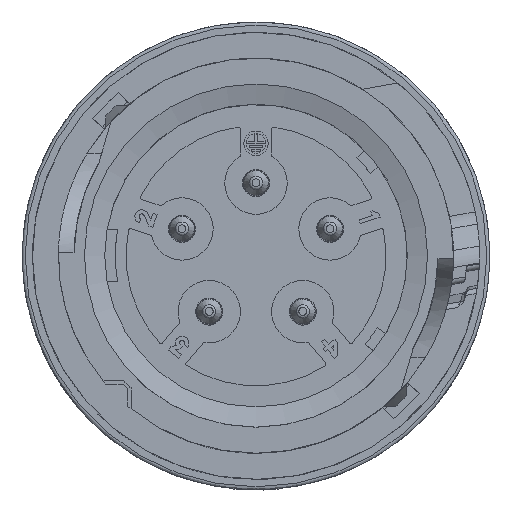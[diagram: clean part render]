
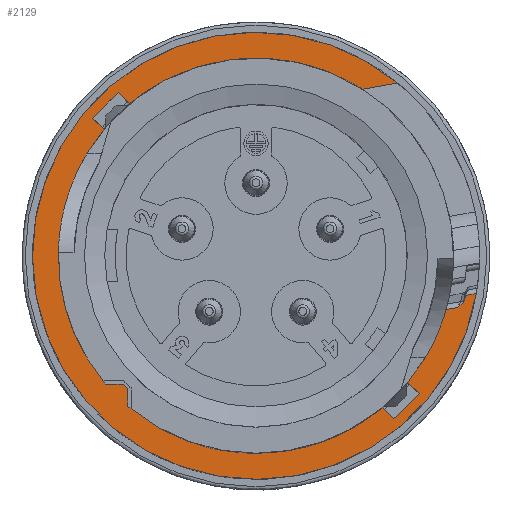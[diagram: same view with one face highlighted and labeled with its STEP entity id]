
A CAD part, top view. The second image highlights one B-rep face of the part: STEP entity #2129.
In plain terms, the highlighted planar face has unit normal (0, 0, 1).
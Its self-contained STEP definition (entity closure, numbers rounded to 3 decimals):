
#940=B_SPLINE_CURVE_WITH_KNOTS('',3,(#20613,#20614,#20615,#20616),
 .UNSPECIFIED.,.F.,.F.,(4,4),(0.,1.),.UNSPECIFIED.);
#1267=PLANE('',#11668);
#2129=ADVANCED_FACE('',(#2789),#1267,.T.);
#2789=FACE_OUTER_BOUND('',#3542,.T.);
#3542=EDGE_LOOP('',(#6663,#6664,#6665,#6666,#6667,#6668,#6669,#6670,#6671,
#6672,#6673,#6674,#6675,#6676,#6677,#6678,#6679,#6680,#6681,#6682,#6683,
#6684,#6685));
#3716=CIRCLE('',#11086,19.);
#3718=CIRCLE('',#11088,19.);
#3719=CIRCLE('',#11089,19.);
#3721=CIRCLE('',#11091,19.);
#3909=CIRCLE('',#11551,19.);
#3910=CIRCLE('',#11553,19.);
#3915=CIRCLE('',#11562,20.5);
#3930=CIRCLE('',#11619,0.5);
#3932=CIRCLE('',#11621,17.75);
#3936=CIRCLE('',#11626,0.5);
#3941=CIRCLE('',#11656,21.5);
#3942=CIRCLE('',#11662,20.5);
#3945=CIRCLE('',#11667,20.5);
#6663=ORIENTED_EDGE('',*,*,#9139,.T.);
#6664=ORIENTED_EDGE('',*,*,#9103,.T.);
#6665=ORIENTED_EDGE('',*,*,#8361,.T.);
#6666=ORIENTED_EDGE('',*,*,#8955,.T.);
#6667=ORIENTED_EDGE('',*,*,#9140,.T.);
#6668=ORIENTED_EDGE('',*,*,#8958,.T.);
#6669=ORIENTED_EDGE('',*,*,#8357,.T.);
#6670=ORIENTED_EDGE('',*,*,#8947,.T.);
#6671=ORIENTED_EDGE('',*,*,#9046,.T.);
#6672=ORIENTED_EDGE('',*,*,#9048,.T.);
#6673=ORIENTED_EDGE('',*,*,#9051,.T.);
#6674=ORIENTED_EDGE('',*,*,#9056,.T.);
#6675=ORIENTED_EDGE('',*,*,#9058,.T.);
#6676=ORIENTED_EDGE('',*,*,#8945,.T.);
#6677=ORIENTED_EDGE('',*,*,#8356,.T.);
#6678=ORIENTED_EDGE('',*,*,#8967,.T.);
#6679=ORIENTED_EDGE('',*,*,#8963,.T.);
#6680=ORIENTED_EDGE('',*,*,#8970,.T.);
#6681=ORIENTED_EDGE('',*,*,#8352,.T.);
#6682=ORIENTED_EDGE('',*,*,#9108,.T.);
#6683=ORIENTED_EDGE('',*,*,#9113,.F.);
#6684=ORIENTED_EDGE('',*,*,#9129,.T.);
#6685=ORIENTED_EDGE('',*,*,#9131,.T.);
#7137=VERTEX_POINT('',#15582);
#7170=VERTEX_POINT('',#15772);
#7215=VERTEX_POINT('',#15963);
#7216=VERTEX_POINT('',#15965);
#7219=VERTEX_POINT('',#15971);
#7220=VERTEX_POINT('',#15974);
#7223=VERTEX_POINT('',#15980);
#7224=VERTEX_POINT('',#15982);
#7646=VERTEX_POINT('',#19511);
#7647=VERTEX_POINT('',#19515);
#7653=VERTEX_POINT('',#19530);
#7654=VERTEX_POINT('',#19567);
#7656=VERTEX_POINT('',#19572);
#7658=VERTEX_POINT('',#19576);
#7692=VERTEX_POINT('',#19981);
#7693=VERTEX_POINT('',#19988);
#7695=VERTEX_POINT('',#20014);
#7697=VERTEX_POINT('',#20049);
#7724=VERTEX_POINT('',#20359);
#7727=VERTEX_POINT('',#20375);
#7732=VERTEX_POINT('',#20407);
#7741=VERTEX_POINT('',#20514);
#7743=VERTEX_POINT('',#20522);
#8352=EDGE_CURVE('',#7216,#7215,#3716,.T.);
#8356=EDGE_CURVE('',#7137,#7219,#3718,.T.);
#8357=EDGE_CURVE('',#7220,#7170,#3719,.T.);
#8361=EDGE_CURVE('',#7224,#7223,#3721,.T.);
#8945=EDGE_CURVE('',#7646,#7137,#3909,.T.);
#8947=EDGE_CURVE('',#7170,#7647,#3910,.T.);
#8955=EDGE_CURVE('',#7223,#7653,#9863,.T.);
#8958=EDGE_CURVE('',#7654,#7220,#9864,.T.);
#8963=EDGE_CURVE('',#7656,#7658,#3915,.T.);
#8967=EDGE_CURVE('',#7219,#7656,#9870,.T.);
#8970=EDGE_CURVE('',#7658,#7216,#9871,.T.);
#9046=EDGE_CURVE('',#7647,#7692,#9912,.T.);
#9048=EDGE_CURVE('',#7692,#7693,#3930,.T.);
#9051=EDGE_CURVE('',#7693,#7695,#3932,.T.);
#9056=EDGE_CURVE('',#7695,#7697,#3936,.T.);
#9058=EDGE_CURVE('',#7697,#7646,#9913,.T.);
#9103=EDGE_CURVE('',#7724,#7224,#9934,.T.);
#9108=EDGE_CURVE('',#7215,#7727,#9936,.T.);
#9113=EDGE_CURVE('',#7732,#7727,#3941,.T.);
#9129=EDGE_CURVE('',#7732,#7741,#9942,.T.);
#9131=EDGE_CURVE('',#7741,#7743,#3942,.T.);
#9139=EDGE_CURVE('',#7743,#7724,#940,.T.);
#9140=EDGE_CURVE('',#7653,#7654,#3945,.T.);
#9863=LINE('',#19531,#10631);
#9864=LINE('',#19566,#10632);
#9870=LINE('',#19585,#10638);
#9871=LINE('',#19620,#10639);
#9912=LINE('',#19982,#10680);
#9913=LINE('',#20074,#10681);
#9934=LINE('',#20360,#10702);
#9936=LINE('',#20376,#10704);
#9942=LINE('',#20515,#10710);
#10631=VECTOR('',#14044,1.);
#10632=VECTOR('',#14047,1.);
#10638=VECTOR('',#14065,1.);
#10639=VECTOR('',#14068,1.);
#10680=VECTOR('',#14211,1.);
#10681=VECTOR('',#14230,1.);
#10702=VECTOR('',#14301,1.);
#10704=VECTOR('',#14309,1.);
#10710=VECTOR('',#14327,1.);
#11086=AXIS2_PLACEMENT_3D('',#15964,#12782,#12783);
#11088=AXIS2_PLACEMENT_3D('',#15972,#12788,#12789);
#11089=AXIS2_PLACEMENT_3D('',#15973,#12790,#12791);
#11091=AXIS2_PLACEMENT_3D('',#15981,#12796,#12797);
#11551=AXIS2_PLACEMENT_3D('',#19510,#14023,#14024);
#11553=AXIS2_PLACEMENT_3D('',#19514,#14028,#14029);
#11562=AXIS2_PLACEMENT_3D('',#19577,#14055,#14056);
#11619=AXIS2_PLACEMENT_3D('',#19989,#14214,#14215);
#11621=AXIS2_PLACEMENT_3D('',#20015,#14218,#14219);
#11626=AXIS2_PLACEMENT_3D('',#20050,#14228,#14229);
#11656=AXIS2_PLACEMENT_3D('',#20408,#14313,#14314);
#11662=AXIS2_PLACEMENT_3D('',#20523,#14330,#14331);
#11667=AXIS2_PLACEMENT_3D('',#20638,#14340,#14341);
#11668=AXIS2_PLACEMENT_3D('',#20639,#14342,#14343);
#12782=DIRECTION('',(0.,0.,-1.));
#12783=DIRECTION('',(-0.639,0.769,0.));
#12788=DIRECTION('',(0.,0.,-1.));
#12789=DIRECTION('',(-0.761,-0.649,0.));
#12790=DIRECTION('',(0.,0.,-1.));
#12791=DIRECTION('',(0.639,-0.769,0.));
#12796=DIRECTION('',(0.,0.,-1.));
#12797=DIRECTION('',(0.962,-0.272,0.));
#14023=DIRECTION('',(0.,0.,-1.));
#14024=DIRECTION('',(-0.761,-0.649,0.));
#14028=DIRECTION('',(0.,0.,-1.));
#14029=DIRECTION('',(0.639,-0.769,0.));
#14044=DIRECTION('',(0.707,-0.707,0.));
#14047=DIRECTION('',(-0.707,0.707,0.));
#14055=DIRECTION('',(0.,0.,-1.));
#14056=DIRECTION('',(-0.765,0.644,0.));
#14065=DIRECTION('',(-0.707,0.707,0.));
#14068=DIRECTION('',(0.707,-0.707,0.));
#14211=DIRECTION('',(0.,1.,0.));
#14214=DIRECTION('',(0.,0.,1.));
#14215=DIRECTION('',(1.,0.,0.));
#14218=DIRECTION('',(0.,0.,-1.));
#14219=DIRECTION('',(-0.703,-0.711,0.));
#14228=DIRECTION('',(0.,0.,1.));
#14229=DIRECTION('',(0.711,0.703,0.));
#14230=DIRECTION('',(-1.,0.,0.));
#14301=DIRECTION('',(-0.985,-0.174,0.));
#14309=DIRECTION('',(0.985,0.174,0.));
#14313=DIRECTION('',(0.,0.,-1.));
#14314=DIRECTION('',(0.986,-0.168,0.));
#14327=DIRECTION('',(-0.985,-0.174,0.));
#14330=DIRECTION('',(0.,0.,-1.));
#14331=DIRECTION('',(0.983,-0.186,0.));
#14340=DIRECTION('',(0.,0.,-1.));
#14341=DIRECTION('',(0.765,-0.644,0.));
#14342=DIRECTION('',(0.,0.,1.));
#14343=DIRECTION('',(0.985,0.174,0.));
#15582=CARTESIAN_POINT('',(35.284,-12.018,-37.3));
#15772=CARTESIAN_POINT('',(37.982,-14.716,-37.3));
#15963=CARTESIAN_POINT('',(60.219,16.018,-37.3));
#15964=CARTESIAN_POINT('',(50.,0.,-37.3));
#15965=CARTESIAN_POINT('',(37.86,14.615,-37.3));
#15971=CARTESIAN_POINT('',(35.385,12.14,-37.3));
#15972=CARTESIAN_POINT('',(50.,0.,-37.3));
#15973=CARTESIAN_POINT('',(50.,0.,-37.3));
#15974=CARTESIAN_POINT('',(62.14,-14.615,-37.3));
#15980=CARTESIAN_POINT('',(64.615,-12.14,-37.3));
#15981=CARTESIAN_POINT('',(50.,0.,-37.3));
#15982=CARTESIAN_POINT('',(68.286,-5.16,-37.3));
#19510=CARTESIAN_POINT('',(50.,0.,-37.3));
#19511=CARTESIAN_POINT('',(35.546,-12.332,-37.3));
#19514=CARTESIAN_POINT('',(50.,0.,-37.3));
#19515=CARTESIAN_POINT('',(37.668,-14.454,-37.3));
#19530=CARTESIAN_POINT('',(65.68,-13.205,-37.3));
#19531=CARTESIAN_POINT('',(64.615,-12.14,-37.3));
#19566=CARTESIAN_POINT('',(63.205,-15.68,-37.3));
#19567=CARTESIAN_POINT('',(63.205,-15.68,-37.3));
#19572=CARTESIAN_POINT('',(34.32,13.205,-37.3));
#19576=CARTESIAN_POINT('',(36.795,15.68,-37.3));
#19577=CARTESIAN_POINT('',(50.,0.,-37.3));
#19585=CARTESIAN_POINT('',(35.385,12.14,-37.3));
#19620=CARTESIAN_POINT('',(36.795,15.68,-37.3));
#19981=CARTESIAN_POINT('',(37.668,-12.977,-37.3));
#19982=CARTESIAN_POINT('',(37.668,-14.454,-37.3));
#19988=CARTESIAN_POINT('',(37.519,-12.621,-37.3));
#19989=CARTESIAN_POINT('',(37.168,-12.977,-37.3));
#20014=CARTESIAN_POINT('',(37.379,-12.481,-37.3));
#20015=CARTESIAN_POINT('',(50.,0.,-37.3));
#20049=CARTESIAN_POINT('',(37.023,-12.332,-37.3));
#20050=CARTESIAN_POINT('',(37.023,-12.832,-37.3));
#20074=CARTESIAN_POINT('',(37.023,-12.332,-37.3));
#20359=CARTESIAN_POINT('',(69.373,-4.968,-37.3));
#20360=CARTESIAN_POINT('',(69.373,-4.968,-37.3));
#20375=CARTESIAN_POINT('',(63.638,16.621,-37.3));
#20376=CARTESIAN_POINT('',(60.219,16.018,-37.3));
#20407=CARTESIAN_POINT('',(71.193,-3.621,-37.3));
#20408=CARTESIAN_POINT('',(50.,0.,-37.3));
#20514=CARTESIAN_POINT('',(70.144,-3.806,-37.3));
#20515=CARTESIAN_POINT('',(71.193,-3.621,-37.3));
#20522=CARTESIAN_POINT('',(70.075,-4.153,-37.3));
#20523=CARTESIAN_POINT('',(50.,0.,-37.3));
#20613=CARTESIAN_POINT('',(70.075,-4.153,-37.3));
#20614=CARTESIAN_POINT('',(70.001,-4.495,-37.3));
#20615=CARTESIAN_POINT('',(69.669,-4.751,-37.3));
#20616=CARTESIAN_POINT('',(69.373,-4.968,-37.3));
#20638=CARTESIAN_POINT('',(50.,0.,-37.3));
#20639=CARTESIAN_POINT('',(30.531,-27.506,-37.3));
